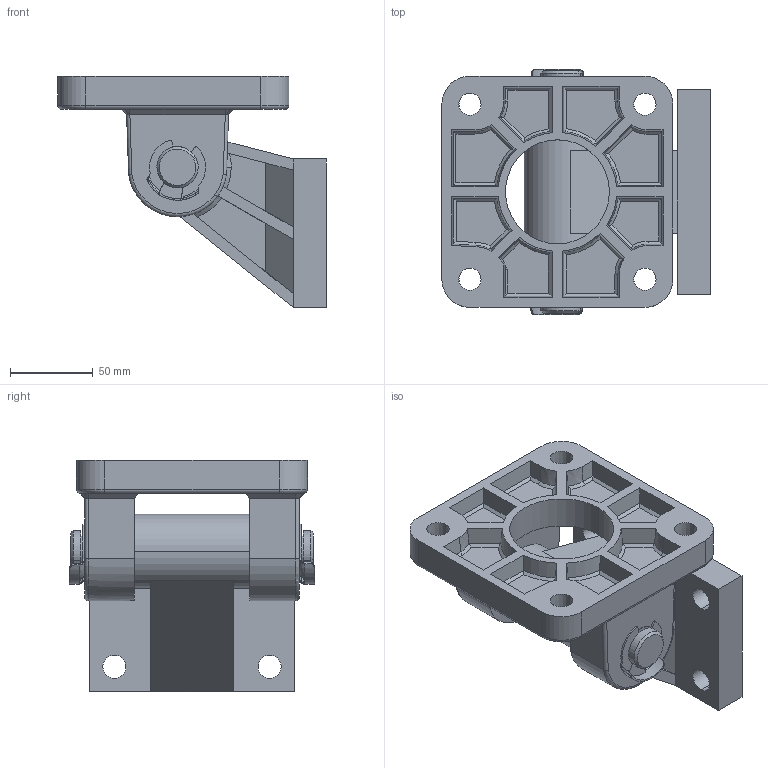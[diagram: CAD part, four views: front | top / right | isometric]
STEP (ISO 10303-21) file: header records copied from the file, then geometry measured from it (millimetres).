
FILE_DESCRIPTION (( 'STEP AP214' ), '1' );
FILE_NAME ('PNS 125 EYB.STEP', '2013-12-12T13:42:19', ( '' ), ( '' ), 'SwSTEP 2.0', 'SolidWorks 2010', '' );
FILE_SCHEMA (( 'AUTOMOTIVE_DESIGN' ));
Length unit declared in the file: millimetre
Products named in the file (5): 125  EB  P軲輄Varsay齦an; PNS   125  EB ; PNS  125  EYB; 125  KLÝPS; 125  YB  
Assembly tree (5 placements, depth 2):
  PNS  125  EYB
    125  KLÝPS  x2
    125  YB  
    PNS   125  EB 
    125  EB  P軲輄Varsay齦an
Bounding box: 162.5 x 148.5 x 140 mm (x, y, z)
Volume: 903595.1 mm3; surface area: 165630.9 mm2
Topology: 5 solids, 5 shells, 311 faces, 768 edges, 479 vertices
Faces by surface type: plane 157, cylinder 83, cone 48, torus 15, bspline 8
Entity records: 8849 total; most frequent: CARTESIAN_POINT 2216, ORIENTED_EDGE 1344, DIRECTION 1325, EDGE_CURVE 672, AXIS2_PLACEMENT_3D 486, VERTEX_POINT 417, VECTOR 353, LINE 353
